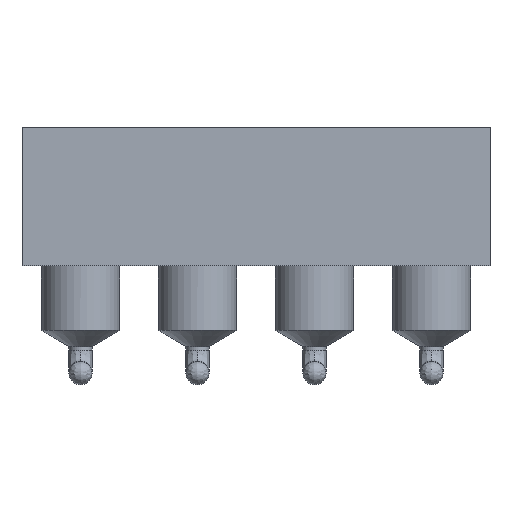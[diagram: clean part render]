
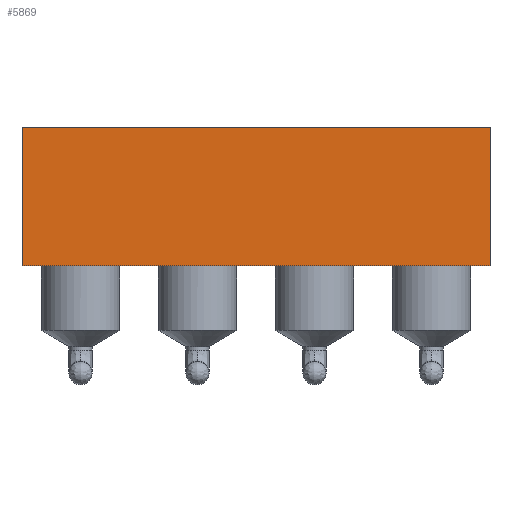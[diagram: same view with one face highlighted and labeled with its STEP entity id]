
A CAD part, front view. The second image highlights one B-rep face of the part: STEP entity #5869.
In plain terms, the highlighted planar face has unit normal (0, -1, 0).
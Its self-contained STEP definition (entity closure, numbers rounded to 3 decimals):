
#27 = CARTESIAN_POINT ( 'NONE',  ( 0., -5.08, 0. ) ) ;
#786 = CARTESIAN_POINT ( 'NONE',  ( 10.16, -5.08, 0. ) ) ;
#1159 = FACE_OUTER_BOUND ( 'NONE', #1961, .T. ) ;
#1321 = VERTEX_POINT ( 'NONE', #3243 ) ;
#1406 = DIRECTION ( 'NONE',  ( 1., 0., 0. ) ) ;
#1481 = DIRECTION ( 'NONE',  ( -1., 0., 0. ) ) ;
#1575 = ORIENTED_EDGE ( 'NONE', *, *, #5649, .T. ) ;
#1582 = VERTEX_POINT ( 'NONE', #1732 ) ;
#1732 = CARTESIAN_POINT ( 'NONE',  ( 10.16, -5.08, -3. ) ) ;
#1961 = EDGE_LOOP ( 'NONE', ( #7504, #1575, #6491, #3254 ) ) ;
#2004 = LINE ( 'NONE', #3904, #7133 ) ;
#2047 = DIRECTION ( 'NONE',  ( 0., 0., -1. ) ) ;
#2131 = EDGE_CURVE ( 'NONE', #1321, #1582, #6878, .T. ) ;
#2237 = VECTOR ( 'NONE', #2674, 1000. ) ;
#2656 = CARTESIAN_POINT ( 'NONE',  ( 0., -5.08, 0. ) ) ;
#2674 = DIRECTION ( 'NONE',  ( 0., 0., -1. ) ) ;
#2722 = VECTOR ( 'NONE', #2047, 1000. ) ;
#3207 = LINE ( 'NONE', #786, #2722 ) ;
#3243 = CARTESIAN_POINT ( 'NONE',  ( 0., -5.08, -3. ) ) ;
#3254 = ORIENTED_EDGE ( 'NONE', *, *, #4476, .F. ) ;
#3783 = VERTEX_POINT ( 'NONE', #2656 ) ;
#3904 = CARTESIAN_POINT ( 'NONE',  ( 0., -5.08, 0. ) ) ;
#4003 = VERTEX_POINT ( 'NONE', #6675 ) ;
#4082 = EDGE_CURVE ( 'NONE', #4003, #3783, #2004, .T. ) ;
#4476 = EDGE_CURVE ( 'NONE', #4003, #1582, #3207, .T. ) ;
#5132 = LINE ( 'NONE', #5671, #2237 ) ;
#5471 = DIRECTION ( 'NONE',  ( 0., -1., 0. ) ) ;
#5593 = AXIS2_PLACEMENT_3D ( 'NONE', #27, #5471, #7349 ) ;
#5649 = EDGE_CURVE ( 'NONE', #3783, #1321, #5132, .T. ) ;
#5671 = CARTESIAN_POINT ( 'NONE',  ( 0., -5.08, 0. ) ) ;
#5869 = ADVANCED_FACE ( 'NONE', ( #1159 ), #7826, .T. ) ;
#6274 = CARTESIAN_POINT ( 'NONE',  ( 5.08, -5.08, -3. ) ) ;
#6491 = ORIENTED_EDGE ( 'NONE', *, *, #2131, .T. ) ;
#6534 = VECTOR ( 'NONE', #1406, 1000. ) ;
#6675 = CARTESIAN_POINT ( 'NONE',  ( 10.16, -5.08, 0. ) ) ;
#6878 = LINE ( 'NONE', #6274, #6534 ) ;
#7133 = VECTOR ( 'NONE', #1481, 1000. ) ;
#7349 = DIRECTION ( 'NONE',  ( 1., 0., 0. ) ) ;
#7504 = ORIENTED_EDGE ( 'NONE', *, *, #4082, .T. ) ;
#7826 = PLANE ( 'NONE',  #5593 ) ;
